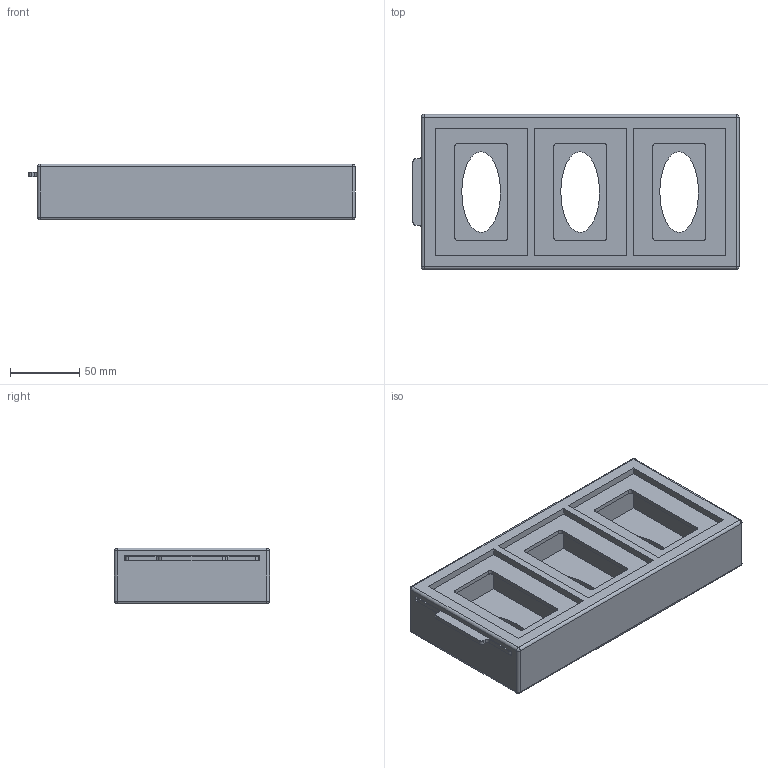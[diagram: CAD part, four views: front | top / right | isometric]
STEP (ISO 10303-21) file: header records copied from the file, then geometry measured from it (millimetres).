
FILE_DESCRIPTION(/* description */ ('STEP AP242','CAx-IF Rec.Pracs.---Representation and Presentation of Product Manufacturing Information (PMI)---4.0---2014-10-13','CAx-IF Rec.Pracs.---3D Tessellated Geometry---0.4---2014-09-14','2;1'),/* implementation_level */ '2;1');
FILE_NAME(/* name */ '668c9c58bf713f227beb6c19',/* time_stamp */ '2024-07-09T02:11:37Z',/* author */ (''),/* organization */ (''),/* preprocessor_version */ 'ST-DEVELOPER v20',/* originating_system */ ' ',/* authorisation */ ' ');
FILE_SCHEMA (('AP242_MANAGED_MODEL_BASED_3D_ENGINEERING_MIM_LF { 1 0 10303 442 1 1 4 }'));
Length unit declared in the file: metre
Products named in the file (2): Part 2; Part 1
Bounding box: 235.5 x 112 x 40.33 mm (x, y, z)
Volume: 394408.6 mm3; surface area: 142752.8 mm2
Topology: 2 solids, 2 shells, 103 faces, 269 edges, 166 vertices
Faces by surface type: plane 60, cylinder 32, sphere 8, bspline 3
Entity records: 3244 total; most frequent: CARTESIAN_POINT 640, DIRECTION 532, ORIENTED_EDGE 516, EDGE_CURVE 258, LINE 188, VECTOR 188, AXIS2_PLACEMENT_3D 172, VERTEX_POINT 166
